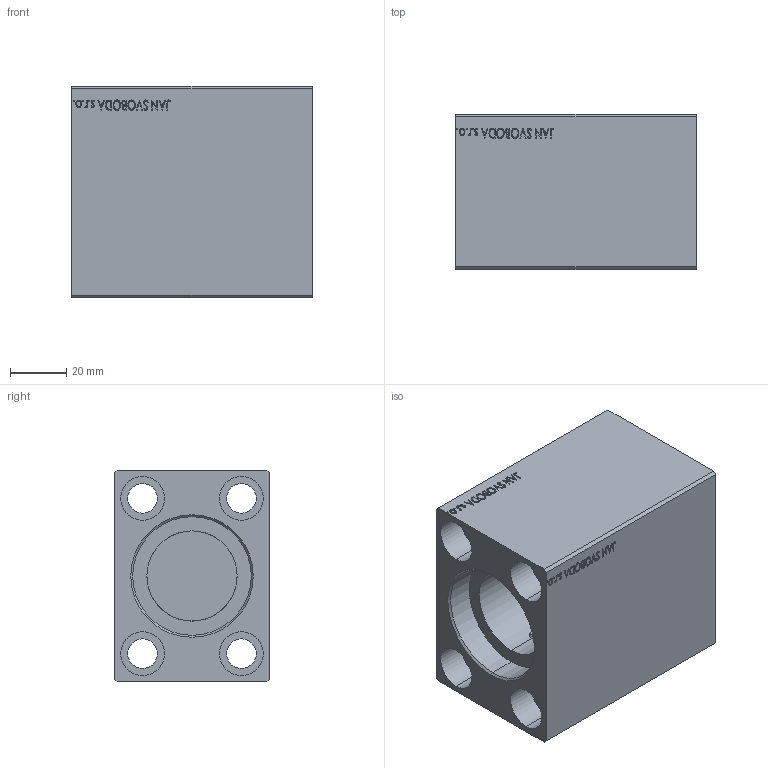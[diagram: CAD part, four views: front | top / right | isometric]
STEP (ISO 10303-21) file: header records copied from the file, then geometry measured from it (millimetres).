
FILE_DESCRIPTION (( 'STEP AP203' ), '1' );
FILE_NAME ('15fb.STEP', '2024-02-11T12:40:04', ( '' ), ( '' ), 'SwSTEP 2.0', 'SolidWorks 2019', '' );
FILE_SCHEMA (( 'CONFIG_CONTROL_DESIGN' ));
Products named in the file (1): 15fb
Bounding box: 85 x 55 x 75 mm (x, y, z)
Volume: 245087.8 mm3; surface area: 50923.1 mm2
Topology: 1 solids, 1 shells, 826 faces, 2134 edges, 1421 vertices
Faces by surface type: plane 398, bspline 380, cylinder 46, cone 2
Entity records: 42665 total; most frequent: CARTESIAN_POINT 24906, ORIENTED_EDGE 4268, DIRECTION 2356, EDGE_CURVE 2134, VERTEX_POINT 1421, LINE 1274, VECTOR 1274, EDGE_LOOP 949
